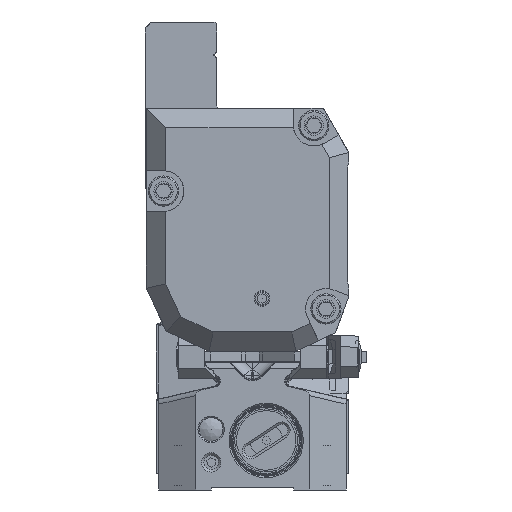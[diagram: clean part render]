
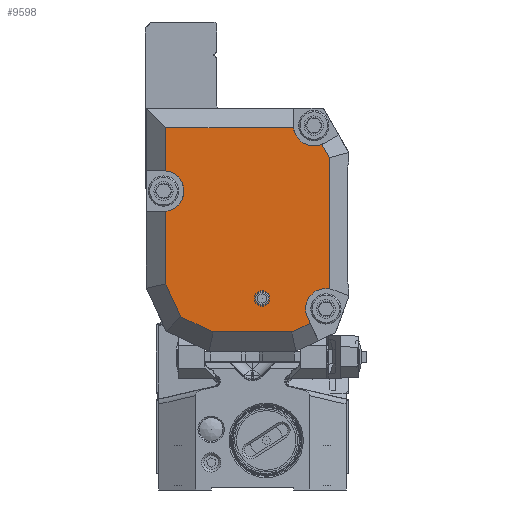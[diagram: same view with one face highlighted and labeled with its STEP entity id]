
A CAD part, front view. The second image highlights one B-rep face of the part: STEP entity #9598.
In plain terms, the highlighted planar face has unit normal (0, -1, 0).
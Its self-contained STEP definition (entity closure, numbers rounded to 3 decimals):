
#6269=FACE_BOUND('',#18224,.T.);
#6270=FACE_BOUND('',#18225,.T.);
#9598=ADVANCED_FACE('',(#6269,#6270),#11507,.F.);
#11507=PLANE('',#68076);
#18224=EDGE_LOOP('',(#35649,#35650,#35651,#35652,#35653,#35654,#35655,#35656,
#35657,#35658,#35659,#35660,#35661));
#18225=EDGE_LOOP('',(#35662));
#35649=ORIENTED_EDGE('',*,*,#50369,.T.);
#35650=ORIENTED_EDGE('',*,*,#50370,.T.);
#35651=ORIENTED_EDGE('',*,*,#50371,.T.);
#35652=ORIENTED_EDGE('',*,*,#50372,.T.);
#35653=ORIENTED_EDGE('',*,*,#50373,.T.);
#35654=ORIENTED_EDGE('',*,*,#50374,.T.);
#35655=ORIENTED_EDGE('',*,*,#50375,.T.);
#35656=ORIENTED_EDGE('',*,*,#50376,.T.);
#35657=ORIENTED_EDGE('',*,*,#50377,.T.);
#35658=ORIENTED_EDGE('',*,*,#50378,.T.);
#35659=ORIENTED_EDGE('',*,*,#50379,.T.);
#35660=ORIENTED_EDGE('',*,*,#50380,.T.);
#35661=ORIENTED_EDGE('',*,*,#50381,.T.);
#35662=ORIENTED_EDGE('',*,*,#50382,.T.);
#41610=VERTEX_POINT('',#115391);
#41611=VERTEX_POINT('',#115392);
#41612=VERTEX_POINT('',#115394);
#41613=VERTEX_POINT('',#115396);
#41614=VERTEX_POINT('',#115398);
#41615=VERTEX_POINT('',#115400);
#41616=VERTEX_POINT('',#115402);
#41617=VERTEX_POINT('',#115404);
#41618=VERTEX_POINT('',#115406);
#41619=VERTEX_POINT('',#115408);
#41620=VERTEX_POINT('',#115410);
#41621=VERTEX_POINT('',#115412);
#41622=VERTEX_POINT('',#115414);
#41623=VERTEX_POINT('',#115417);
#50369=EDGE_CURVE('',#41610,#41611,#62802,.T.);
#50370=EDGE_CURVE('',#41611,#41612,#55582,.T.);
#50371=EDGE_CURVE('',#41612,#41613,#55583,.T.);
#50372=EDGE_CURVE('',#41613,#41614,#62803,.T.);
#50373=EDGE_CURVE('',#41614,#41615,#55584,.T.);
#50374=EDGE_CURVE('',#41615,#41616,#55585,.T.);
#50375=EDGE_CURVE('',#41616,#41617,#62804,.T.);
#50376=EDGE_CURVE('',#41617,#41618,#55586,.T.);
#50377=EDGE_CURVE('',#41618,#41619,#55587,.T.);
#50378=EDGE_CURVE('',#41619,#41620,#55588,.T.);
#50379=EDGE_CURVE('',#41620,#41621,#55589,.T.);
#50380=EDGE_CURVE('',#41621,#41622,#55590,.T.);
#50381=EDGE_CURVE('',#41622,#41610,#55591,.T.);
#50382=EDGE_CURVE('',#41623,#41623,#62805,.T.);
#55582=LINE('',#115393,#60858);
#55583=LINE('',#115395,#60859);
#55584=LINE('',#115399,#60860);
#55585=LINE('',#115401,#60861);
#55586=LINE('',#115405,#60862);
#55587=LINE('',#115407,#60863);
#55588=LINE('',#115409,#60864);
#55589=LINE('',#115411,#60865);
#55590=LINE('',#115413,#60866);
#55591=LINE('',#115415,#60867);
#60858=VECTOR('',#83836,1.);
#60859=VECTOR('',#83837,1.);
#60860=VECTOR('',#83840,1.);
#60861=VECTOR('',#83841,1.);
#60862=VECTOR('',#83844,1.);
#60863=VECTOR('',#83845,1.);
#60864=VECTOR('',#83846,1.);
#60865=VECTOR('',#83847,1.);
#60866=VECTOR('',#83848,1.);
#60867=VECTOR('',#83849,1.);
#62802=CIRCLE('',#68072,3.7);
#62803=CIRCLE('',#68073,3.7);
#62804=CIRCLE('',#68074,3.7);
#62805=CIRCLE('',#68075,1.3);
#68072=AXIS2_PLACEMENT_3D('',#115390,#83834,#83835);
#68073=AXIS2_PLACEMENT_3D('',#115397,#83838,#83839);
#68074=AXIS2_PLACEMENT_3D('',#115403,#83842,#83843);
#68075=AXIS2_PLACEMENT_3D('',#115416,#83850,#83851);
#68076=AXIS2_PLACEMENT_3D('',#115418,#83852,#83853);
#83834=DIRECTION('',(0.,1.,0.));
#83835=DIRECTION('',(-1.,0.,0.));
#83836=DIRECTION('',(0.,0.,1.));
#83837=DIRECTION('',(-0.5,0.,0.866));
#83838=DIRECTION('',(0.,1.,0.));
#83839=DIRECTION('',(-1.,0.,0.));
#83840=DIRECTION('',(-1.,0.,0.));
#83841=DIRECTION('',(0.,0.,-1.));
#83842=DIRECTION('',(0.,1.,0.));
#83843=DIRECTION('',(-1.,0.,0.));
#83844=DIRECTION('',(0.,0.,-1.));
#83845=DIRECTION('',(0.419,0.,-0.908));
#83846=DIRECTION('',(0.905,0.,-0.426));
#83847=DIRECTION('',(1.,0.,0.));
#83848=DIRECTION('',(0.905,0.,0.426));
#83849=DIRECTION('',(-0.426,0.,0.905));
#83850=DIRECTION('',(0.,1.,0.));
#83851=DIRECTION('',(0.,0.,1.));
#83852=DIRECTION('',(0.,1.,0.));
#83853=DIRECTION('',(0.,0.,1.));
#115390=CARTESIAN_POINT('',(32.85,-8.,-52.11));
#115391=CARTESIAN_POINT('',(29.503,-8.,-53.687));
#115392=CARTESIAN_POINT('',(33.5,-8.,-48.468));
#115393=CARTESIAN_POINT('',(33.5,-8.,-46.706));
#115394=CARTESIAN_POINT('',(33.5,-8.,-24.648));
#115395=CARTESIAN_POINT('',(44.864,-8.,-44.331));
#115396=CARTESIAN_POINT('',(32.096,-8.,-22.216));
#115397=CARTESIAN_POINT('',(30.65,-8.,-18.81));
#115398=CARTESIAN_POINT('',(26.972,-8.,-19.21));
#115399=CARTESIAN_POINT('',(40.75,-8.,-19.21));
#115400=CARTESIAN_POINT('',(3.75,-8.,-19.21));
#115401=CARTESIAN_POINT('',(3.75,-8.,-46.706));
#115402=CARTESIAN_POINT('',(3.75,-8.,-27.032));
#115403=CARTESIAN_POINT('',(3.35,-8.,-30.71));
#115404=CARTESIAN_POINT('',(3.75,-8.,-34.388));
#115405=CARTESIAN_POINT('',(3.75,-8.,-46.706));
#115406=CARTESIAN_POINT('',(3.75,-8.,-47.584));
#115407=CARTESIAN_POINT('',(9.912,-8.,-60.937));
#115408=CARTESIAN_POINT('',(6.493,-8.,-53.528));
#115409=CARTESIAN_POINT('',(31.901,-8.,-65.495));
#115410=CARTESIAN_POINT('',(12.378,-8.,-56.3));
#115411=CARTESIAN_POINT('',(40.75,-8.,-56.3));
#115412=CARTESIAN_POINT('',(26.622,-8.,-56.3));
#115413=CARTESIAN_POINT('',(41.883,-8.,-49.112));
#115414=CARTESIAN_POINT('',(29.987,-8.,-54.715));
#115415=CARTESIAN_POINT('',(31.478,-8.,-57.881));
#115416=CARTESIAN_POINT('',(21.25,-8.,-50.21));
#115417=CARTESIAN_POINT('',(21.25,-8.,-48.91));
#115418=CARTESIAN_POINT('',(40.75,-8.,-46.706));
